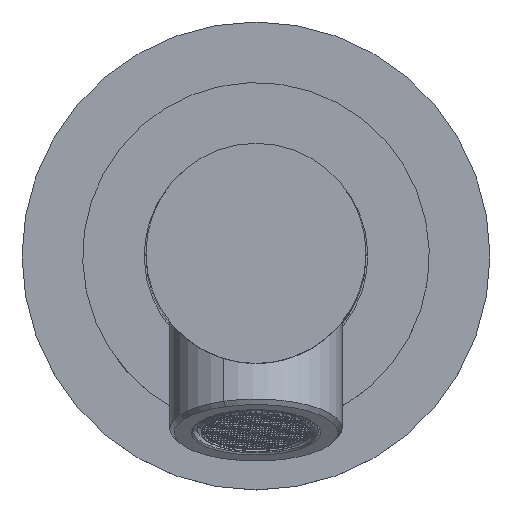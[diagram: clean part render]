
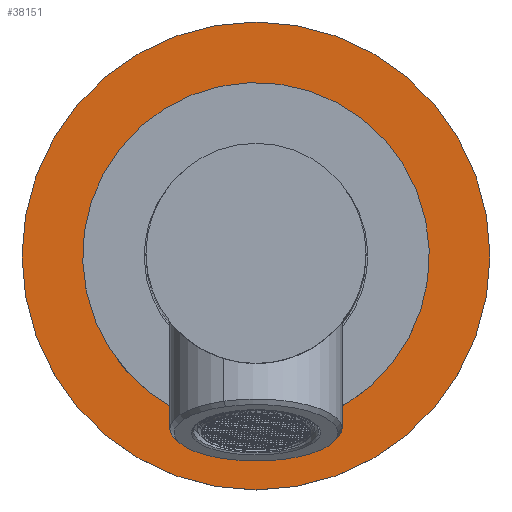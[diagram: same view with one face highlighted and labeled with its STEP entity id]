
A CAD part, top view. The second image highlights one B-rep face of the part: STEP entity #38151.
In plain terms, the highlighted planar face has unit normal (0, 0, 1).
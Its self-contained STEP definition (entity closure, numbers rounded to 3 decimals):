
#241 = AXIS2_PLACEMENT_3D ( 'NONE', #9099, #57306, #16012 ) ;
#657 = EDGE_CURVE ( 'NONE', #73211, #33862, #20126, .T. ) ;
#1316 = CIRCLE ( 'NONE', #5930, 20. ) ;
#2267 = CIRCLE ( 'NONE', #241, 20. ) ;
#5930 = AXIS2_PLACEMENT_3D ( 'NONE', #38646, #86838, #45516 ) ;
#6683 = VERTEX_POINT ( 'NONE', #88313 ) ;
#9099 = CARTESIAN_POINT ( 'NONE',  ( 0., 0., 2.5 ) ) ;
#10338 = CARTESIAN_POINT ( 'NONE',  ( -27., 0., 2.5 ) ) ;
#11288 = CARTESIAN_POINT ( 'NONE',  ( -0.715, 19.987, 2.5 ) ) ;
#15372 = CARTESIAN_POINT ( 'NONE',  ( 0., 27., 2.5 ) ) ;
#16012 = DIRECTION ( 'NONE',  ( -1., 0., 0. ) ) ;
#17383 = AXIS2_PLACEMENT_3D ( 'NONE', #15372, #63596, #22328 ) ;
#18586 = FACE_BOUND ( 'NONE', #79857, .T. ) ;
#18587 = VERTEX_POINT ( 'NONE', #11288 ) ;
#20126 = CIRCLE ( 'NONE', #71137, 27. ) ;
#22328 = DIRECTION ( 'NONE',  ( 1., 0., 0. ) ) ;
#28212 = ORIENTED_EDGE ( 'NONE', *, *, #34440, .F. ) ;
#28523 = ORIENTED_EDGE ( 'NONE', *, *, #87539, .F. ) ;
#28923 = PLANE ( 'NONE',  #17383 ) ;
#31774 = DIRECTION ( 'NONE',  ( 0., 0., -1. ) ) ;
#32053 = DIRECTION ( 'NONE',  ( 0., 0., -1. ) ) ;
#33862 = VERTEX_POINT ( 'NONE', #63740 ) ;
#34440 = EDGE_CURVE ( 'NONE', #6683, #18587, #2267, .T. ) ;
#36926 = FACE_OUTER_BOUND ( 'NONE', #81223, .T. ) ;
#38151 = ADVANCED_FACE ( 'NONE', ( #18586, #36926 ), #28923, .F. ) ;
#38646 = CARTESIAN_POINT ( 'NONE',  ( 0., 0., 2.5 ) ) ;
#43017 = AXIS2_PLACEMENT_3D ( 'NONE', #73118, #31774, #80021 ) ;
#45516 = DIRECTION ( 'NONE',  ( -1., 0., 0. ) ) ;
#52716 = EDGE_CURVE ( 'NONE', #33862, #73211, #56290, .T. ) ;
#56290 = CIRCLE ( 'NONE', #43017, 27. ) ;
#57306 = DIRECTION ( 'NONE',  ( 0., 0., 1. ) ) ;
#63596 = DIRECTION ( 'NONE',  ( 0., 0., -1. ) ) ;
#63740 = CARTESIAN_POINT ( 'NONE',  ( 27., 0., 2.5 ) ) ;
#71137 = AXIS2_PLACEMENT_3D ( 'NONE', #73398, #32053, #80292 ) ;
#73118 = CARTESIAN_POINT ( 'NONE',  ( 0., 0., 2.5 ) ) ;
#73211 = VERTEX_POINT ( 'NONE', #10338 ) ;
#73398 = CARTESIAN_POINT ( 'NONE',  ( 0., 0., 2.5 ) ) ;
#79857 = EDGE_LOOP ( 'NONE', ( #28523, #28212 ) ) ;
#80021 = DIRECTION ( 'NONE',  ( 1., 0., 0. ) ) ;
#80292 = DIRECTION ( 'NONE',  ( 1., 0., 0. ) ) ;
#81223 = EDGE_LOOP ( 'NONE', ( #87599, #86184 ) ) ;
#86184 = ORIENTED_EDGE ( 'NONE', *, *, #657, .F. ) ;
#86838 = DIRECTION ( 'NONE',  ( 0., 0., 1. ) ) ;
#87539 = EDGE_CURVE ( 'NONE', #18587, #6683, #1316, .T. ) ;
#87599 = ORIENTED_EDGE ( 'NONE', *, *, #52716, .F. ) ;
#88313 = CARTESIAN_POINT ( 'NONE',  ( 0.715, -19.987, 2.5 ) ) ;
